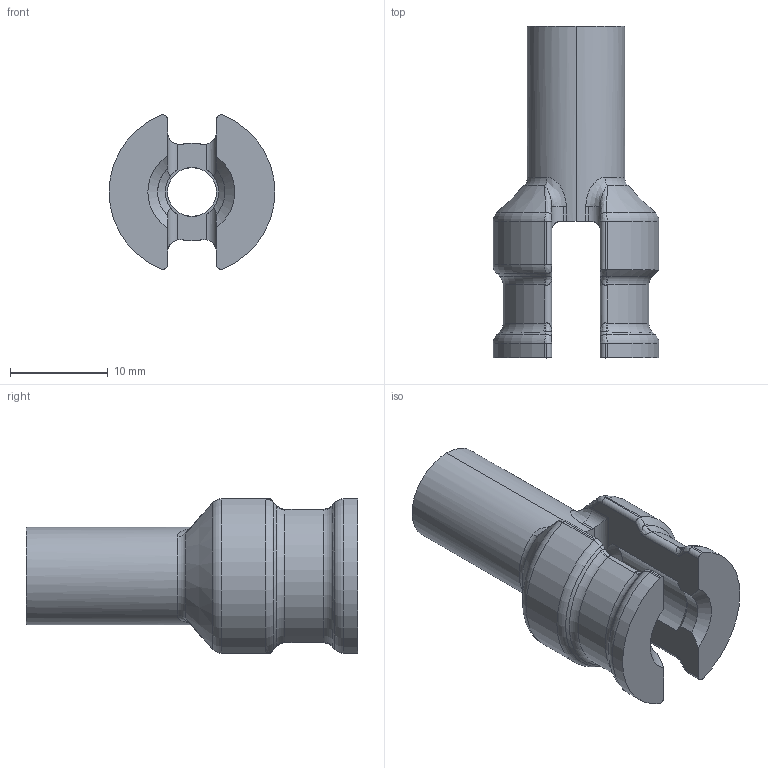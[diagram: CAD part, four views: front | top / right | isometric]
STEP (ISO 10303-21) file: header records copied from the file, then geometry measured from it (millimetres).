
FILE_DESCRIPTION (( 'STEP AP203' ), '1' );
FILE_NAME ('flag mount.STEP', '2015-04-18T01:01:35', ( 'Nick' ), ( '' ), 'SwSTEP 2.0', 'SolidWorks 2013', '' );
FILE_SCHEMA (( 'CONFIG_CONTROL_DESIGN' ));
Length unit declared in the file: millimetre
Products named in the file (1): flag mount
Bounding box: 17 x 34 x 15.83 mm (x, y, z)
Volume: 2954 mm3; surface area: 2306.6 mm2
Topology: 1 solids, 1 shells, 119 faces, 305 edges, 180 vertices
Faces by surface type: cylinder 44, bspline 42, cone 14, torus 11, plane 8
Entity records: 4841 total; most frequent: CARTESIAN_POINT 2252, ORIENTED_EDGE 594, DIRECTION 446, EDGE_CURVE 297, AXIS2_PLACEMENT_3D 190, VERTEX_POINT 180, EDGE_LOOP 121, FACE_OUTER_BOUND 119
